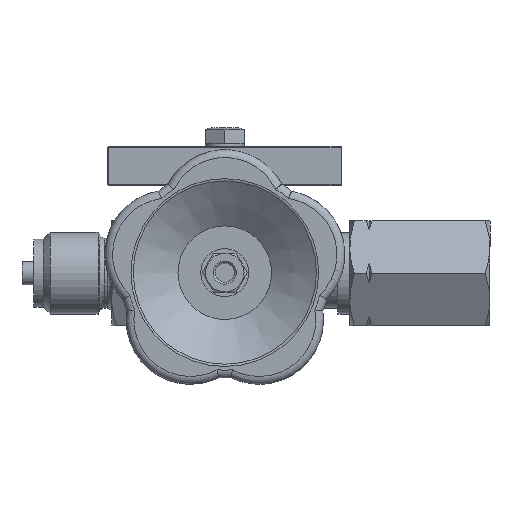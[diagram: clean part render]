
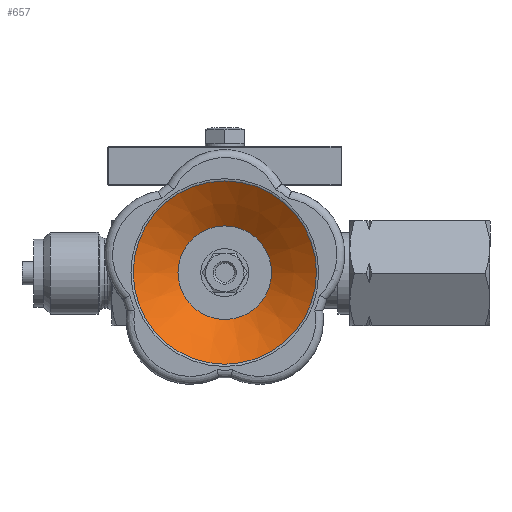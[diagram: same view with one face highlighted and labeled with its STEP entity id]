
A CAD part, top view. The second image highlights one B-rep face of the part: STEP entity #657.
In plain terms, the highlighted conical face has half-angle 54.118 degrees and reference radius 12 mm.
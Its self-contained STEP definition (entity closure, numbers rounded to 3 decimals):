
#657 = ADVANCED_FACE( '', ( #1471, #1472 ), #1473, .F. );
#1471 = FACE_OUTER_BOUND( '', #2455, .T. );
#1472 = FACE_BOUND( '', #2456, .T. );
#1473 = CONICAL_SURFACE( '', #2457, 12., 0.945 );
#2455 = EDGE_LOOP( '', ( #4215 ) );
#2456 = EDGE_LOOP( '', ( #4216 ) );
#2457 = AXIS2_PLACEMENT_3D( '', #4217, #4218, #4219 );
#4215 = ORIENTED_EDGE( '', *, *, #5585, .T. );
#4216 = ORIENTED_EDGE( '', *, *, #5684, .T. );
#4217 = CARTESIAN_POINT( '', ( 0., 0., 83.568 ) );
#4218 = DIRECTION( '', ( 0., 0., 1. ) );
#4219 = DIRECTION( '', ( 1., 0., 0. ) );
#5585 = EDGE_CURVE( '', #6705, #6705, #6706, .T. );
#5684 = EDGE_CURVE( '', #6834, #6834, #6835, .T. );
#6705 = VERTEX_POINT( '', #9037 );
#6706 = CIRCLE( '', #9038, 23.488 );
#6834 = VERTEX_POINT( '', #9277 );
#6835 = CIRCLE( '', #9278, 12. );
#9037 = CARTESIAN_POINT( '', ( -23.488, 0., 91.878 ) );
#9038 = AXIS2_PLACEMENT_3D( '', #10322, #10323, #10324 );
#9277 = CARTESIAN_POINT( '', ( -12., 0., 83.568 ) );
#9278 = AXIS2_PLACEMENT_3D( '', #10412, #10413, #10414 );
#10322 = CARTESIAN_POINT( '', ( 0., 0., 91.878 ) );
#10323 = DIRECTION( '', ( 0., 0., 1. ) );
#10324 = DIRECTION( '', ( -1., 0., 0. ) );
#10412 = CARTESIAN_POINT( '', ( 0., 0., 83.568 ) );
#10413 = DIRECTION( '', ( 0., 0., -1. ) );
#10414 = DIRECTION( '', ( -1., 0., 0. ) );
